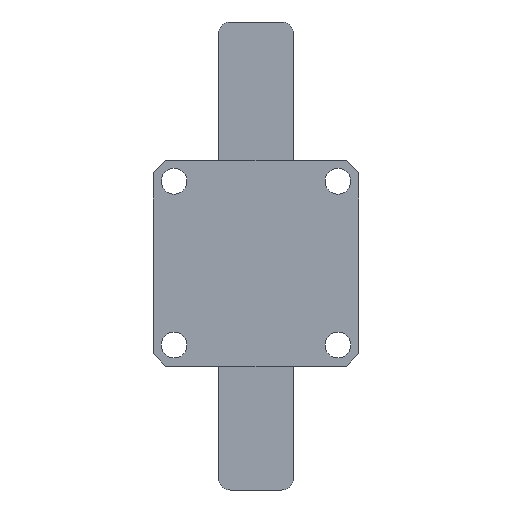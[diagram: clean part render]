
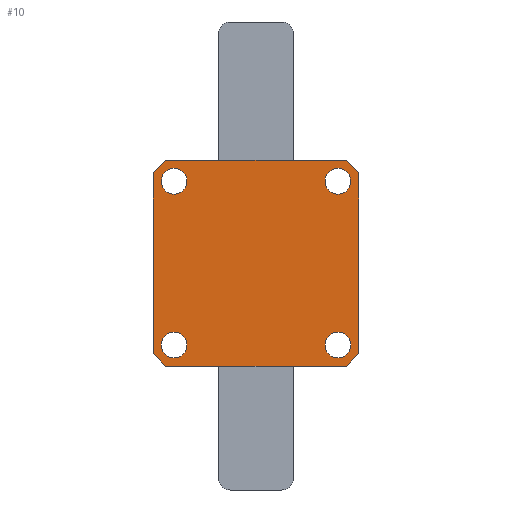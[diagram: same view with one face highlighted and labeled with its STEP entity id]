
A CAD part, front view. The second image highlights one B-rep face of the part: STEP entity #10.
In plain terms, the highlighted planar face has unit normal (0, -1, 0).
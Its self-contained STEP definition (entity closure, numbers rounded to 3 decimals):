
#10 = ADVANCED_FACE ( 'NONE', ( #554, #546, #550, #547, #552 ), #4903, .T. ) ;
#240 = CIRCLE ( 'NONE', #3922, 5.5 ) ;
#243 = CIRCLE ( 'NONE', #3924, 5.5 ) ;
#246 = CIRCLE ( 'NONE', #3883, 58.5 ) ;
#247 = VECTOR ( 'NONE', #5848, 1000. ) ;
#250 = LINE ( 'NONE', #5857, #247 ) ;
#251 = VECTOR ( 'NONE', #5834, 1000. ) ;
#254 = LINE ( 'NONE', #5844, #251 ) ;
#274 = CIRCLE ( 'NONE', #3898, 58.5 ) ;
#546 = FACE_BOUND ( 'NONE', #2518, .T. ) ;
#547 = FACE_BOUND ( 'NONE', #2508, .T. ) ;
#550 = FACE_BOUND ( 'NONE', #2532, .T. ) ;
#552 = FACE_OUTER_BOUND ( 'NONE', #6168, .T. ) ;
#554 = FACE_BOUND ( 'NONE', #2504, .T. ) ;
#598 = VERTEX_POINT ( 'NONE', #787 ) ;
#787 = CARTESIAN_POINT ( 'NONE',  ( 38.552, 0., 44. ) ) ;
#811 = CARTESIAN_POINT ( 'NONE',  ( -44., 0., 38.552 ) ) ;
#812 = CARTESIAN_POINT ( 'NONE',  ( 44., 0., -38.552 ) ) ;
#815 = CARTESIAN_POINT ( 'NONE',  ( -38.552, 0., -44. ) ) ;
#1176 = CARTESIAN_POINT ( 'NONE',  ( -35., 0., 35. ) ) ;
#1177 = DIRECTION ( 'NONE',  ( 0., -1., 0. ) ) ;
#1178 = DIRECTION ( 'NONE',  ( 0., 0., -1. ) ) ;
#1186 = CARTESIAN_POINT ( 'NONE',  ( 35., 0., 35. ) ) ;
#1187 = DIRECTION ( 'NONE',  ( 0., -1., 0. ) ) ;
#1188 = DIRECTION ( 'NONE',  ( 0., 0., -1. ) ) ;
#1506 = VERTEX_POINT ( 'NONE', #811 ) ;
#1581 = VERTEX_POINT ( 'NONE', #812 ) ;
#1662 = VERTEX_POINT ( 'NONE', #815 ) ;
#1892 = EDGE_CURVE ( 'NONE', #2539, #598, #274, .T. ) ;
#1893 = EDGE_CURVE ( 'NONE', #2543, #1506, #254, .T. ) ;
#1897 = EDGE_CURVE ( 'NONE', #2539, #1581, #250, .T. ) ;
#1902 = EDGE_CURVE ( 'NONE', #6276, #1506, #246, .T. ) ;
#1904 = EDGE_CURVE ( 'NONE', #6189, #6254, #243, .T. ) ;
#1905 = EDGE_CURVE ( 'NONE', #6262, #6246, #240, .T. ) ;
#2036 = EDGE_CURVE ( 'NONE', #6177, #6280, #5507, .T. ) ;
#2040 = EDGE_CURVE ( 'NONE', #6188, #6248, #5397, .T. ) ;
#2044 = EDGE_CURVE ( 'NONE', #6246, #6262, #5800, .T. ) ;
#2048 = EDGE_CURVE ( 'NONE', #6254, #6189, #5548, .T. ) ;
#2064 = EDGE_CURVE ( 'NONE', #6276, #598, #5594, .T. ) ;
#2504 = EDGE_LOOP ( 'NONE', ( #6068, #6067 ) ) ;
#2508 = EDGE_LOOP ( 'NONE', ( #6062, #6061 ) ) ;
#2518 = EDGE_LOOP ( 'NONE', ( #6066, #6065 ) ) ;
#2532 = EDGE_LOOP ( 'NONE', ( #6064, #6063 ) ) ;
#2538 = VERTEX_POINT ( 'NONE', #3482 ) ;
#2539 = VERTEX_POINT ( 'NONE', #3483 ) ;
#2543 = VERTEX_POINT ( 'NONE', #3487 ) ;
#2679 = CARTESIAN_POINT ( 'NONE',  ( -35., 0., 35. ) ) ;
#2680 = DIRECTION ( 'NONE',  ( 0., -1., 0. ) ) ;
#2681 = DIRECTION ( 'NONE',  ( 0., 0., -1. ) ) ;
#3408 = CARTESIAN_POINT ( 'NONE',  ( 0., 0., 0. ) ) ;
#3409 = DIRECTION ( 'NONE',  ( 0., -1., 0. ) ) ;
#3411 = DIRECTION ( 'NONE',  ( 0., 0., -1. ) ) ;
#3482 = CARTESIAN_POINT ( 'NONE',  ( 38.552, 0., -44. ) ) ;
#3483 = CARTESIAN_POINT ( 'NONE',  ( 44., 0., 38.552 ) ) ;
#3487 = CARTESIAN_POINT ( 'NONE',  ( -44., 0., -38.552 ) ) ;
#3493 = CARTESIAN_POINT ( 'NONE',  ( -35., 0., 40.5 ) ) ;
#3506 = CARTESIAN_POINT ( 'NONE',  ( 35., 0., 40.5 ) ) ;
#3507 = CARTESIAN_POINT ( 'NONE',  ( -35., 0., -40.5 ) ) ;
#3562 = CARTESIAN_POINT ( 'NONE',  ( 35., 0., -29.5 ) ) ;
#3564 = CARTESIAN_POINT ( 'NONE',  ( 35., 0., 29.5 ) ) ;
#3570 = CARTESIAN_POINT ( 'NONE',  ( -35., 0., -29.5 ) ) ;
#3578 = CARTESIAN_POINT ( 'NONE',  ( 35., 0., -40.5 ) ) ;
#3592 = CARTESIAN_POINT ( 'NONE',  ( -38.552, 0., 44. ) ) ;
#3596 = CARTESIAN_POINT ( 'NONE',  ( -35., 0., 29.5 ) ) ;
#3672 = CARTESIAN_POINT ( 'NONE',  ( 35., 0., 35. ) ) ;
#3673 = DIRECTION ( 'NONE',  ( 0., -1., 0. ) ) ;
#3674 = DIRECTION ( 'NONE',  ( 0., 0., -1. ) ) ;
#3784 = AXIS2_PLACEMENT_3D ( 'NONE', #3408, #3409, #3411 ) ;
#3821 = AXIS2_PLACEMENT_3D ( 'NONE', #2679, #2680, #2681 ) ;
#3846 = AXIS2_PLACEMENT_3D ( 'NONE', #3672, #3673, #3674 ) ;
#3883 = AXIS2_PLACEMENT_3D ( 'NONE', #5873, #5874, #5875 ) ;
#3894 = AXIS2_PLACEMENT_3D ( 'NONE', #1176, #1177, #1178 ) ;
#3896 = AXIS2_PLACEMENT_3D ( 'NONE', #1186, #1187, #1188 ) ;
#3898 = AXIS2_PLACEMENT_3D ( 'NONE', #5845, #5846, #5847 ) ;
#3902 = AXIS2_PLACEMENT_3D ( 'NONE', #4354, #4355, #4356 ) ;
#3904 = AXIS2_PLACEMENT_3D ( 'NONE', #4364, #4365, #4366 ) ;
#3922 = AXIS2_PLACEMENT_3D ( 'NONE', #5882, #5883, #5884 ) ;
#3924 = AXIS2_PLACEMENT_3D ( 'NONE', #5879, #5880, #5881 ) ;
#3943 = AXIS2_PLACEMENT_3D ( 'NONE', #4779, #4780, #4781 ) ;
#4354 = CARTESIAN_POINT ( 'NONE',  ( 35., 0., -35. ) ) ;
#4355 = DIRECTION ( 'NONE',  ( 0., -1., 0. ) ) ;
#4356 = DIRECTION ( 'NONE',  ( 0., 0., -1. ) ) ;
#4364 = CARTESIAN_POINT ( 'NONE',  ( -35., 0., -35. ) ) ;
#4365 = DIRECTION ( 'NONE',  ( 0., -1., 0. ) ) ;
#4366 = DIRECTION ( 'NONE',  ( 0., 0., -1. ) ) ;
#4425 = CARTESIAN_POINT ( 'NONE',  ( -44., 0., 44. ) ) ;
#4427 = DIRECTION ( 'NONE',  ( 1., 0., 0. ) ) ;
#4681 = CARTESIAN_POINT ( 'NONE',  ( -44., 0., -44. ) ) ;
#4686 = DIRECTION ( 'NONE',  ( -1., 0., 0. ) ) ;
#4779 = CARTESIAN_POINT ( 'NONE',  ( 0., 0., 0. ) ) ;
#4780 = DIRECTION ( 'NONE',  ( 0., -1., 0. ) ) ;
#4781 = DIRECTION ( 'NONE',  ( 0., 0., -1. ) ) ;
#4898 = CARTESIAN_POINT ( 'NONE',  ( 0., 0., 0. ) ) ;
#4900 = DIRECTION ( 'NONE',  ( 0., -1., 0. ) ) ;
#4903 = PLANE ( 'NONE',  #6685 ) ;
#4905 = DIRECTION ( 'NONE',  ( 0., 0., -1. ) ) ;
#5395 = CIRCLE ( 'NONE', #3943, 58.5 ) ;
#5397 = CIRCLE ( 'NONE', #3896, 5.5 ) ;
#5507 = CIRCLE ( 'NONE', #3894, 5.5 ) ;
#5514 = VECTOR ( 'NONE', #4686, 1000. ) ;
#5518 = CIRCLE ( 'NONE', #3846, 5.5 ) ;
#5548 = CIRCLE ( 'NONE', #3904, 5.5 ) ;
#5559 = LINE ( 'NONE', #4681, #5514 ) ;
#5594 = LINE ( 'NONE', #4425, #5619 ) ;
#5619 = VECTOR ( 'NONE', #4427, 1000. ) ;
#5663 = CIRCLE ( 'NONE', #3821, 5.5 ) ;
#5721 = CIRCLE ( 'NONE', #3784, 58.5 ) ;
#5800 = CIRCLE ( 'NONE', #3902, 5.5 ) ;
#5834 = DIRECTION ( 'NONE',  ( 0., 0., 1. ) ) ;
#5844 = CARTESIAN_POINT ( 'NONE',  ( -44., 0., 44. ) ) ;
#5845 = CARTESIAN_POINT ( 'NONE',  ( 0., 0., 0. ) ) ;
#5846 = DIRECTION ( 'NONE',  ( 0., -1., 0. ) ) ;
#5847 = DIRECTION ( 'NONE',  ( 0., 0., -1. ) ) ;
#5848 = DIRECTION ( 'NONE',  ( 0., 0., -1. ) ) ;
#5857 = CARTESIAN_POINT ( 'NONE',  ( 44., 0., 44. ) ) ;
#5873 = CARTESIAN_POINT ( 'NONE',  ( 0., 0., 0. ) ) ;
#5874 = DIRECTION ( 'NONE',  ( 0., -1., 0. ) ) ;
#5875 = DIRECTION ( 'NONE',  ( 0., 0., -1. ) ) ;
#5879 = CARTESIAN_POINT ( 'NONE',  ( -35., 0., -35. ) ) ;
#5880 = DIRECTION ( 'NONE',  ( 0., -1., 0. ) ) ;
#5881 = DIRECTION ( 'NONE',  ( 0., 0., -1. ) ) ;
#5882 = CARTESIAN_POINT ( 'NONE',  ( 35., 0., -35. ) ) ;
#5883 = DIRECTION ( 'NONE',  ( 0., -1., 0. ) ) ;
#5884 = DIRECTION ( 'NONE',  ( 0., 0., -1. ) ) ;
#6053 = ORIENTED_EDGE ( 'NONE', *, *, #6854, .T. ) ;
#6054 = ORIENTED_EDGE ( 'NONE', *, *, #1893, .F. ) ;
#6055 = ORIENTED_EDGE ( 'NONE', *, *, #1902, .T. ) ;
#6056 = ORIENTED_EDGE ( 'NONE', *, *, #2064, .F. ) ;
#6057 = ORIENTED_EDGE ( 'NONE', *, *, #1892, .T. ) ;
#6058 = ORIENTED_EDGE ( 'NONE', *, *, #1897, .F. ) ;
#6059 = ORIENTED_EDGE ( 'NONE', *, *, #6909, .T. ) ;
#6060 = ORIENTED_EDGE ( 'NONE', *, *, #6880, .F. ) ;
#6061 = ORIENTED_EDGE ( 'NONE', *, *, #1904, .F. ) ;
#6062 = ORIENTED_EDGE ( 'NONE', *, *, #2048, .F. ) ;
#6063 = ORIENTED_EDGE ( 'NONE', *, *, #1905, .F. ) ;
#6064 = ORIENTED_EDGE ( 'NONE', *, *, #2044, .F. ) ;
#6065 = ORIENTED_EDGE ( 'NONE', *, *, #6715, .F. ) ;
#6066 = ORIENTED_EDGE ( 'NONE', *, *, #2040, .F. ) ;
#6067 = ORIENTED_EDGE ( 'NONE', *, *, #6754, .F. ) ;
#6068 = ORIENTED_EDGE ( 'NONE', *, *, #2036, .F. ) ;
#6168 = EDGE_LOOP ( 'NONE', ( #6060, #6059, #6058, #6057, #6056, #6055, #6054, #6053 ) ) ;
#6177 = VERTEX_POINT ( 'NONE', #3493 ) ;
#6188 = VERTEX_POINT ( 'NONE', #3506 ) ;
#6189 = VERTEX_POINT ( 'NONE', #3507 ) ;
#6246 = VERTEX_POINT ( 'NONE', #3562 ) ;
#6248 = VERTEX_POINT ( 'NONE', #3564 ) ;
#6254 = VERTEX_POINT ( 'NONE', #3570 ) ;
#6262 = VERTEX_POINT ( 'NONE', #3578 ) ;
#6276 = VERTEX_POINT ( 'NONE', #3592 ) ;
#6280 = VERTEX_POINT ( 'NONE', #3596 ) ;
#6685 = AXIS2_PLACEMENT_3D ( 'NONE', #4898, #4900, #4905 ) ;
#6715 = EDGE_CURVE ( 'NONE', #6248, #6188, #5518, .T. ) ;
#6754 = EDGE_CURVE ( 'NONE', #6280, #6177, #5663, .T. ) ;
#6854 = EDGE_CURVE ( 'NONE', #2543, #1662, #5721, .T. ) ;
#6880 = EDGE_CURVE ( 'NONE', #2538, #1662, #5559, .T. ) ;
#6909 = EDGE_CURVE ( 'NONE', #2538, #1581, #5395, .T. ) ;
